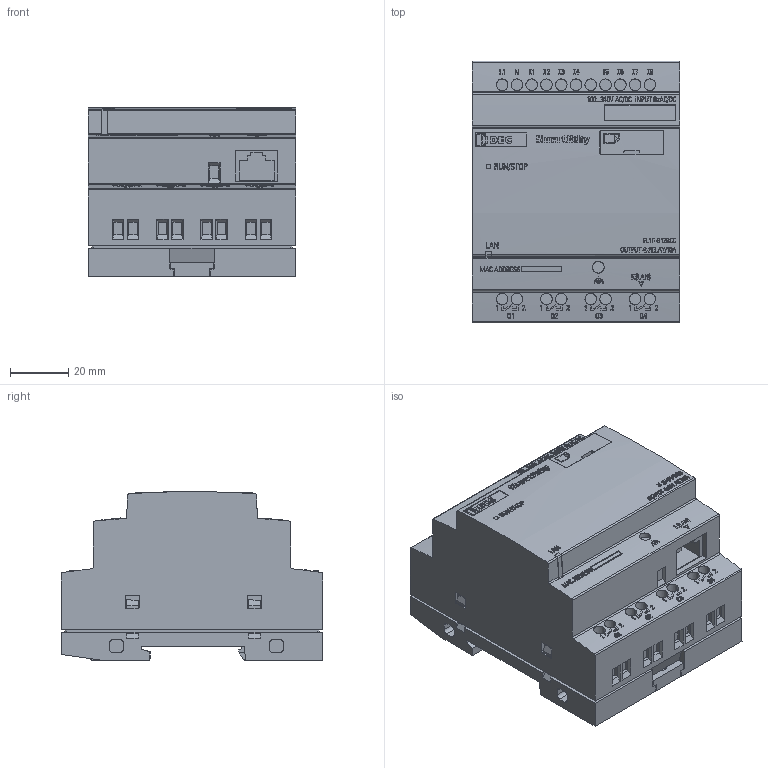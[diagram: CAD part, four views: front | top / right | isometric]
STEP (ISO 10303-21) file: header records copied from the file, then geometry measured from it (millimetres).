
FILE_DESCRIPTION (( 'STEP AP203' ), '1' );
FILE_NAME ('FL1F-B12RCC_3d.STEP', '2016-08-25T11:41:34', ( '' ), ( '' ), 'SwSTEP 2.0', 'SolidWorks 2014', '' );
FILE_SCHEMA (( 'CONFIG_CONTROL_DESIGN' ));
Length unit declared in the file: millimetre
Products named in the file (4): A5E36459874A_001; A5E36443613A_001_1; FL1F-B12RCC_3d; A5E36443610A_001_1
Assembly tree (3 placements, depth 2):
  FL1F-B12RCC_3d
    A5E36443613A_001_1
    A5E36443610A_001_1
    A5E36459874A_001
Bounding box: 71.5 x 90 x 58.2 mm (x, y, z)
Volume: 294347.7 mm3; surface area: 38240.9 mm2
Topology: 144 solids, 144 shells, 2356 faces, 5868 edges, 3882 vertices
Faces by surface type: plane 1782, bspline 432, cylinder 142
Entity records: 91250 total; most frequent: CARTESIAN_POINT 38120, ORIENTED_EDGE 11736, DIRECTION 8686, EDGE_CURVE 5868, LINE 4648, VECTOR 4648, VERTEX_POINT 3882, EDGE_LOOP 2536
